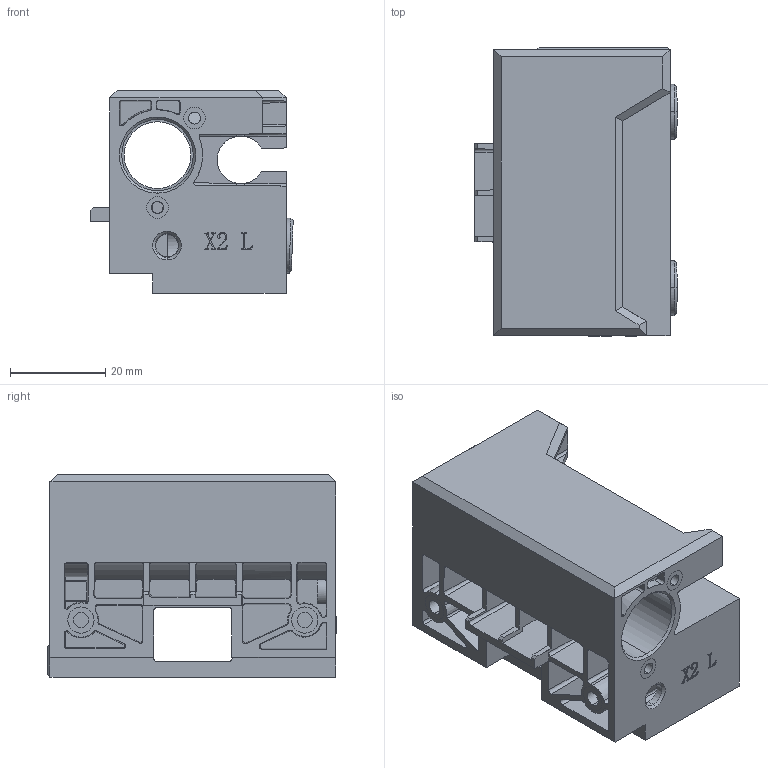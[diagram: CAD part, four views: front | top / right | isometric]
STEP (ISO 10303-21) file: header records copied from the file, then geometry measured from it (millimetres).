
FILE_DESCRIPTION (( 'STEP AP214' ), '1' );
FILE_NAME ('JXHSV06-03003-d Left X-axis motor fixing mount.step', '2023-01-05T07:13:49', ( '微软用户' ), ( '微软中国' ), 'SwSTEP 2.0', 'SolidWorks 2020', '' );
FILE_SCHEMA (( 'AUTOMOTIVE_DESIGN' ));
Length unit declared in the file: millimetre
Products named in the file (1): JXHSV06-03003-d Left X-axis motor fixing mount
Bounding box: 42.49 x 60.65 x 42.5 mm (x, y, z)
Volume: 35798.9 mm3; surface area: 33126.5 mm2
Topology: 1 solids, 1 shells, 551 faces, 1595 edges, 1054 vertices
Faces by surface type: plane 292, cone 163, cylinder 53, bspline 43
Entity records: 22391 total; most frequent: CARTESIAN_POINT 7432, ORIENTED_EDGE 3190, DIRECTION 2712, EDGE_CURVE 1595, VERTEX_POINT 1054, LINE 974, VECTOR 974, AXIS2_PLACEMENT_3D 869
